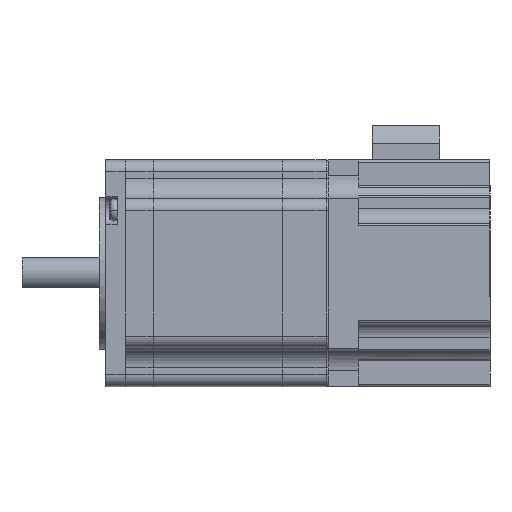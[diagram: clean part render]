
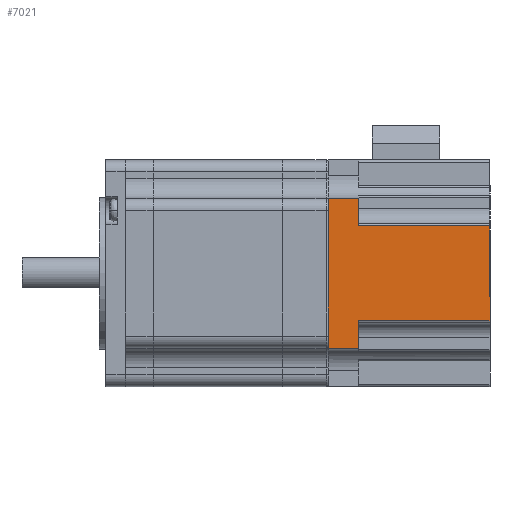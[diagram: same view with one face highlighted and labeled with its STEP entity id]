
A CAD part, left-side view. The second image highlights one B-rep face of the part: STEP entity #7021.
In plain terms, the highlighted face is planar.
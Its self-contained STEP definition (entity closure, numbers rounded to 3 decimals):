
#124 = EDGE_CURVE ( 'NONE', #8856, #2800, #2860, .T. ) ;
#370 = DIRECTION ( 'NONE',  ( 1., 0., 0. ) ) ;
#546 = DIRECTION ( 'NONE',  ( 0., 0., 1. ) ) ;
#707 = ORIENTED_EDGE ( 'NONE', *, *, #7618, .F. ) ;
#1041 = LINE ( 'NONE', #6381, #5309 ) ;
#1234 = LINE ( 'NONE', #3454, #2527 ) ;
#1341 = VERTEX_POINT ( 'NONE', #2767 ) ;
#1741 = EDGE_CURVE ( 'NONE', #8223, #7315, #2080, .T. ) ;
#2080 = LINE ( 'NONE', #4462, #5425 ) ;
#2092 = DIRECTION ( 'NONE',  ( 1., 0., 0. ) ) ;
#2147 = CARTESIAN_POINT ( 'NONE',  ( 18.85, -28.5, 0. ) ) ;
#2252 = VECTOR ( 'NONE', #6179, 1000. ) ;
#2527 = VECTOR ( 'NONE', #6577, 1000. ) ;
#2767 = CARTESIAN_POINT ( 'NONE',  ( -11.9, -28.5, 40.7 ) ) ;
#2784 = ORIENTED_EDGE ( 'NONE', *, *, #9368, .T. ) ;
#2800 = VERTEX_POINT ( 'NONE', #7790 ) ;
#2860 = LINE ( 'NONE', #5965, #4456 ) ;
#3032 = FACE_OUTER_BOUND ( 'NONE', #4050, .T. ) ;
#3317 = EDGE_CURVE ( 'NONE', #1341, #2800, #7547, .T. ) ;
#3369 = LINE ( 'NONE', #6490, #6445 ) ;
#3454 = CARTESIAN_POINT ( 'NONE',  ( 18.85, -28.5, 7.7 ) ) ;
#3642 = VERTEX_POINT ( 'NONE', #2147 ) ;
#3793 = ORIENTED_EDGE ( 'NONE', *, *, #124, .F. ) ;
#3931 = VECTOR ( 'NONE', #7622, 1000. ) ;
#4050 = EDGE_LOOP ( 'NONE', ( #6895, #2784, #9232, #4973, #3793, #10063, #8647, #707 ) ) ;
#4241 = AXIS2_PLACEMENT_3D ( 'NONE', #6850, #9251, #546 ) ;
#4456 = VECTOR ( 'NONE', #2092, 1000. ) ;
#4462 = CARTESIAN_POINT ( 'NONE',  ( 0., -28.5, 7.7 ) ) ;
#4738 = EDGE_CURVE ( 'NONE', #1341, #5524, #1041, .T. ) ;
#4910 = VECTOR ( 'NONE', #370, 1000. ) ;
#4973 = ORIENTED_EDGE ( 'NONE', *, *, #3317, .T. ) ;
#5207 = DIRECTION ( 'NONE',  ( 0., 0., -1. ) ) ;
#5258 = CARTESIAN_POINT ( 'NONE',  ( 18.85, -28.5, 7.7 ) ) ;
#5309 = VECTOR ( 'NONE', #9484, 1000. ) ;
#5425 = VECTOR ( 'NONE', #6757, 1000. ) ;
#5524 = VERTEX_POINT ( 'NONE', #8588 ) ;
#5846 = VERTEX_POINT ( 'NONE', #6437 ) ;
#5965 = CARTESIAN_POINT ( 'NONE',  ( 0., -28.5, 7.7 ) ) ;
#6047 = PLANE ( 'NONE',  #4241 ) ;
#6059 = LINE ( 'NONE', #9168, #3931 ) ;
#6133 = CARTESIAN_POINT ( 'NONE',  ( -11.9, -28.5, 7.7 ) ) ;
#6179 = DIRECTION ( 'NONE',  ( 0., 0., -1. ) ) ;
#6381 = CARTESIAN_POINT ( 'NONE',  ( 0., -28.5, 40.7 ) ) ;
#6437 = CARTESIAN_POINT ( 'NONE',  ( -18.85, -28.5, 0. ) ) ;
#6445 = VECTOR ( 'NONE', #5207, 1000. ) ;
#6490 = CARTESIAN_POINT ( 'NONE',  ( -18.85, -28.5, 7.7 ) ) ;
#6577 = DIRECTION ( 'NONE',  ( 0., 0., -1. ) ) ;
#6757 = DIRECTION ( 'NONE',  ( 1., 0., 0. ) ) ;
#6822 = CARTESIAN_POINT ( 'NONE',  ( -18.85, -28.5, 7.7 ) ) ;
#6850 = CARTESIAN_POINT ( 'NONE',  ( 0., -28.5, 7.7 ) ) ;
#6895 = ORIENTED_EDGE ( 'NONE', *, *, #1741, .F. ) ;
#7021 = ADVANCED_FACE ( 'NONE', ( #3032 ), #6047, .F. ) ;
#7315 = VERTEX_POINT ( 'NONE', #5258 ) ;
#7336 = LINE ( 'NONE', #8303, #4910 ) ;
#7547 = LINE ( 'NONE', #6133, #2252 ) ;
#7618 = EDGE_CURVE ( 'NONE', #7315, #3642, #1234, .T. ) ;
#7622 = DIRECTION ( 'NONE',  ( 0., 0., 1. ) ) ;
#7790 = CARTESIAN_POINT ( 'NONE',  ( -11.9, -28.5, 7.7 ) ) ;
#7960 = CARTESIAN_POINT ( 'NONE',  ( 11.9, -28.5, 7.7 ) ) ;
#8223 = VERTEX_POINT ( 'NONE', #7960 ) ;
#8263 = EDGE_CURVE ( 'NONE', #8856, #5846, #3369, .T. ) ;
#8303 = CARTESIAN_POINT ( 'NONE',  ( 0., -28.5, 0. ) ) ;
#8588 = CARTESIAN_POINT ( 'NONE',  ( 11.9, -28.5, 40.7 ) ) ;
#8647 = ORIENTED_EDGE ( 'NONE', *, *, #8771, .T. ) ;
#8771 = EDGE_CURVE ( 'NONE', #5846, #3642, #7336, .T. ) ;
#8856 = VERTEX_POINT ( 'NONE', #6822 ) ;
#9168 = CARTESIAN_POINT ( 'NONE',  ( 11.9, -28.5, 7.7 ) ) ;
#9232 = ORIENTED_EDGE ( 'NONE', *, *, #4738, .F. ) ;
#9251 = DIRECTION ( 'NONE',  ( 0., 1., 0. ) ) ;
#9368 = EDGE_CURVE ( 'NONE', #8223, #5524, #6059, .T. ) ;
#9484 = DIRECTION ( 'NONE',  ( 1., 0., 0. ) ) ;
#10063 = ORIENTED_EDGE ( 'NONE', *, *, #8263, .T. ) ;
